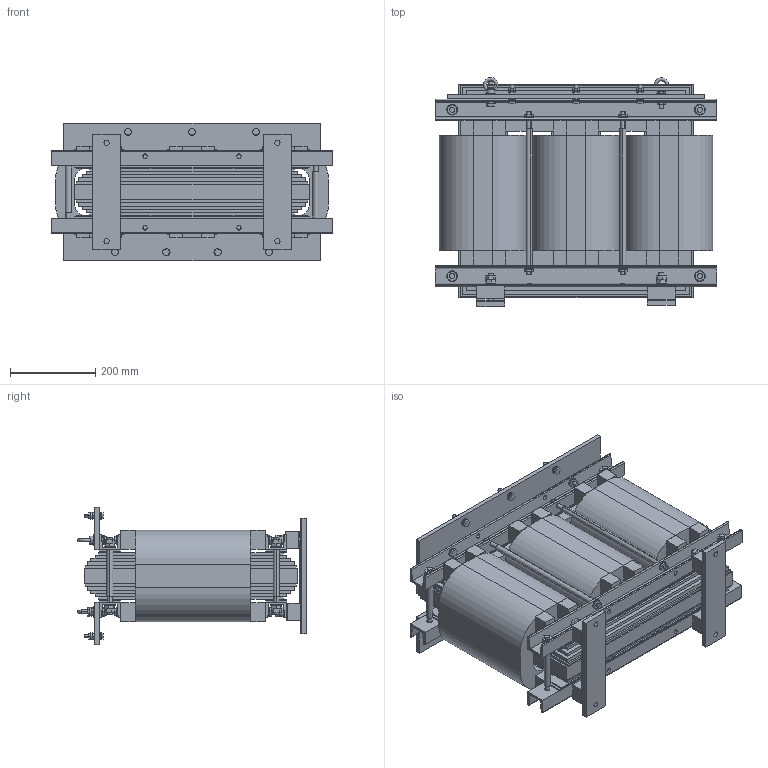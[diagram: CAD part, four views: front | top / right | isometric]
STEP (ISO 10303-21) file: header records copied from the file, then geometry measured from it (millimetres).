
FILE_DESCRIPTION((''),'2;1');
FILE_NAME('ASM0001_ASM','2024-11-19T',('Administrator'),(''),'PRO/ENGINEER BY PARAMETRIC TECHNOLOGY CORPORATION, 2008380','PRO/ENGINEER BY PARAMETRIC TECHNOLOGY CORPORATION, 2008380','');
FILE_SCHEMA(('CONFIG_CONTROL_DESIGN'));
Length unit declared in the file: millimetre
Products named in the file (26): PRT0003; PRT0004; PRT0005; PRT0006; PRT0007; PRT0008; PRT0009; PRT0010; PRT0001; PRT0011; PRT0012; PRT0013; PRT0014; PRT0015; PRT0017; PRT0019; PRT0020; PRT0021; PRT0022; PRT0023; PRT0024; PRT0025; 4KONGHUANYANGBAN; PRT0016; PRT0018; ASM0001_ASM
Assembly tree (124 placements, depth 2):
  ASM0001_ASM
    PRT0003
    PRT0004  x3
    PRT0005  x24
    PRT0006  x4
    PRT0007  x4
    PRT0008  x4
    PRT0009  x8
    PRT0010  x8
    PRT0001
    PRT0011  x4
    PRT0012  x2
    PRT0013  x2
    PRT0014  x12
    PRT0015  x4
    PRT0017  x4
    PRT0019  x9
    PRT0020  x2
    PRT0021  x3
    PRT0022  x7
    PRT0023  x7
    PRT0024  x4
    PRT0025  x4
    4KONGHUANYANGBAN
    PRT0016
    PRT0018
Bounding box: 660 x 536.33 x 322 mm (x, y, z)
Volume: 46999581.1 mm3; surface area: 3933251.2 mm2
Topology: 124 solids, 124 shells, 1709 faces, 3974 edges, 2604 vertices
Faces by surface type: plane 1271, cylinder 422, bspline 8, torus 8
Entity records: 15722 total; most frequent: CARTESIAN_POINT 3062, DIRECTION 2586, ORIENTED_EDGE 2328, EDGE_CURVE 1164, VECTOR 888, LINE 888, AXIS2_PLACEMENT_3D 849, VERTEX_POINT 774
